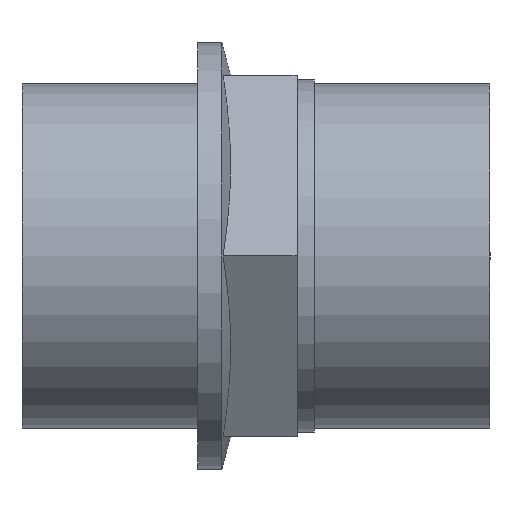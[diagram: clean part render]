
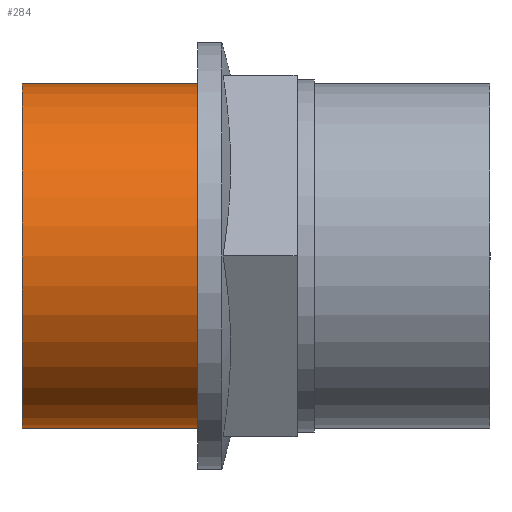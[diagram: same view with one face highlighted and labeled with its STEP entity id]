
A CAD part, front view. The second image highlights one B-rep face of the part: STEP entity #284.
In plain terms, the highlighted cylindrical face has radius 20.95 mm (diameter 41.9 mm), a full revolution.
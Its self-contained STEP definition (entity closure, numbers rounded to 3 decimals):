
#62=FACE_BOUND($,#95,.T.);
#75=FACE_OUTER_BOUND($,#94,.T.);
#94=EDGE_LOOP($,(#204));
#95=EDGE_LOOP($,(#205));
#126=CIRCLE($,#307,20.95);
#127=CIRCLE($,#308,20.95);
#138=VERTEX_POINT($,#415);
#139=VERTEX_POINT($,#417);
#168=EDGE_CURVE($,#138,#138,#126,.T.);
#169=EDGE_CURVE($,#139,#139,#127,.T.);
#204=ORIENTED_EDGE($,*,*,#168,.T.);
#205=ORIENTED_EDGE($,*,*,#169,.F.);
#276=CYLINDRICAL_SURFACE($,#306,20.95);
#284=ADVANCED_FACE($,(#75,#62),#276,.T.);
#306=AXIS2_PLACEMENT_3D($,#414,#339,#340);
#307=AXIS2_PLACEMENT_3D($,#416,#341,#342);
#308=AXIS2_PLACEMENT_3D($,#418,#343,#344);
#339=DIRECTION('center_axis',(-1.,0.,0.));
#340=DIRECTION('ref_axis',(0.,1.,0.));
#341=DIRECTION('center_axis',(-1.,0.,0.));
#342=DIRECTION('ref_axis',(0.,1.,0.));
#343=DIRECTION('center_axis',(-1.,0.,0.));
#344=DIRECTION('ref_axis',(0.,1.,0.));
#414=CARTESIAN_POINT('Origin',(10.7,0.,0.));
#415=CARTESIAN_POINT('',(21.4,-20.95,0.));
#416=CARTESIAN_POINT('Origin',(21.4,0.,0.));
#417=CARTESIAN_POINT('',(0.,-20.95,0.));
#418=CARTESIAN_POINT('Origin',(0.,0.,0.));
